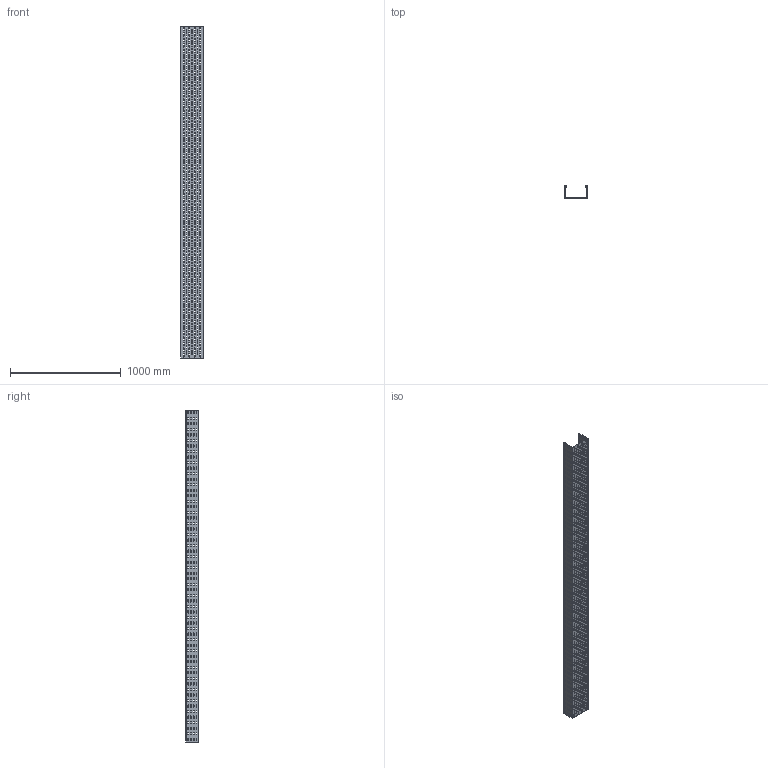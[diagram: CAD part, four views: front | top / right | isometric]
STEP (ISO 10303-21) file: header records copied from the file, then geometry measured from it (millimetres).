
FILE_DESCRIPTION (( 'STEP AP214' ), '1' );
FILE_NAME ('6061206.STP', '2019-06-06T13:38:08', ( '' ), ( '' ), 'SwSTEP 2.0', 'SolidWorks 2018', '' );
FILE_SCHEMA (( 'AUTOMOTIVE_DESIGN' ));
Products named in the file (1): 6061206
Bounding box: 200 x 111 x 3000 mm (x, y, z)
Volume: 1780176.8 mm3; surface area: 2463491.2 mm2
Topology: 1 solids, 1 shells, 4041 faces, 12101 edges, 8062 vertices
Faces by surface type: cylinder 2217, plane 1824
Entity records: 141223 total; most frequent: DIRECTION 24619, CARTESIAN_POINT 24205, ORIENTED_EDGE 24202, EDGE_CURVE 12101, AXIS2_PLACEMENT_3D 8476, VERTEX_POINT 8062, VECTOR 7667, LINE 7667
